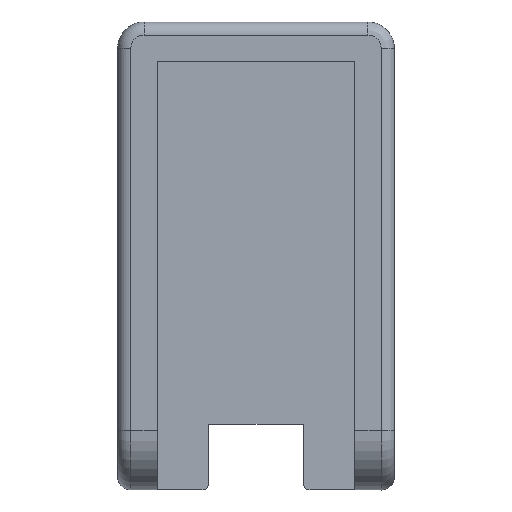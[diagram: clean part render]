
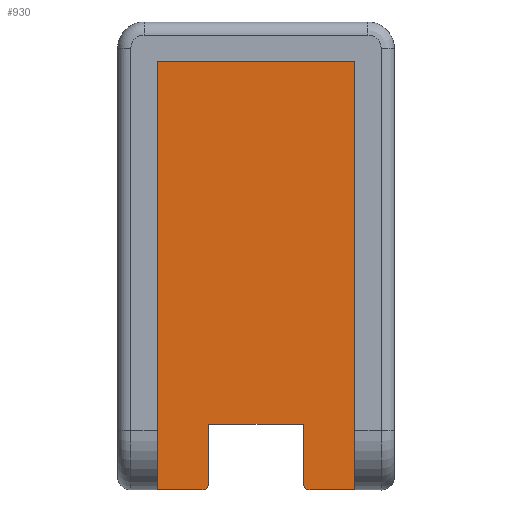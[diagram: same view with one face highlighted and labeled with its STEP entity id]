
A CAD part, top view. The second image highlights one B-rep face of the part: STEP entity #930.
In plain terms, the highlighted planar face has unit normal (0, 0, 1).
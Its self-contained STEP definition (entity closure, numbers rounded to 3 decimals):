
#52=CIRCLE('',#976,0.5);
#55=CIRCLE('',#983,0.5);
#117=FACE_OUTER_BOUND('',#171,.T.);
#171=EDGE_LOOP('',(#798,#799,#800,#801,#802,#803,#804,#805,#806,#807));
#222=LINE('',#1477,#321);
#224=LINE('',#1480,#323);
#227=LINE('',#1485,#326);
#228=LINE('',#1487,#327);
#230=LINE('',#1491,#329);
#256=LINE('',#1545,#355);
#270=LINE('',#1626,#369);
#273=LINE('',#1631,#372);
#321=VECTOR('',#1147,10.);
#323=VECTOR('',#1151,10.);
#326=VECTOR('',#1156,10.);
#327=VECTOR('',#1159,10.);
#329=VECTOR('',#1163,10.);
#355=VECTOR('',#1211,10.);
#369=VECTOR('',#1267,10.);
#372=VECTOR('',#1274,10.);
#416=VERTEX_POINT('',#1444);
#417=VERTEX_POINT('',#1446);
#422=VERTEX_POINT('',#1465);
#423=VERTEX_POINT('',#1467);
#424=VERTEX_POINT('',#1474);
#425=VERTEX_POINT('',#1476);
#426=VERTEX_POINT('',#1483);
#427=VERTEX_POINT('',#1490);
#443=VERTEX_POINT('',#1543);
#444=VERTEX_POINT('',#1544);
#504=EDGE_CURVE('',#417,#416,#52,.T.);
#515=EDGE_CURVE('',#423,#422,#55,.T.);
#520=EDGE_CURVE('',#425,#424,#222,.T.);
#522=EDGE_CURVE('',#417,#424,#224,.T.);
#525=EDGE_CURVE('',#426,#416,#227,.T.);
#526=EDGE_CURVE('',#425,#422,#228,.T.);
#528=EDGE_CURVE('',#423,#427,#230,.T.);
#554=EDGE_CURVE('',#443,#444,#256,.T.);
#580=EDGE_CURVE('',#426,#443,#270,.T.);
#583=EDGE_CURVE('',#444,#427,#273,.T.);
#798=ORIENTED_EDGE('',*,*,#580,.T.);
#799=ORIENTED_EDGE('',*,*,#554,.T.);
#800=ORIENTED_EDGE('',*,*,#583,.T.);
#801=ORIENTED_EDGE('',*,*,#528,.F.);
#802=ORIENTED_EDGE('',*,*,#515,.T.);
#803=ORIENTED_EDGE('',*,*,#526,.F.);
#804=ORIENTED_EDGE('',*,*,#520,.T.);
#805=ORIENTED_EDGE('',*,*,#522,.F.);
#806=ORIENTED_EDGE('',*,*,#504,.T.);
#807=ORIENTED_EDGE('',*,*,#525,.F.);
#877=PLANE('',#1023);
#930=ADVANCED_FACE('',(#117),#877,.T.);
#976=AXIS2_PLACEMENT_3D('',#1447,#1115,#1116);
#983=AXIS2_PLACEMENT_3D('',#1468,#1137,#1138);
#1023=AXIS2_PLACEMENT_3D('',#1630,#1272,#1273);
#1115=DIRECTION('center_axis',(0.,0.,1.));
#1116=DIRECTION('ref_axis',(0.,-1.,0.));
#1137=DIRECTION('center_axis',(0.,0.,1.));
#1138=DIRECTION('ref_axis',(0.,-1.,0.));
#1147=DIRECTION('',(1.,0.,0.));
#1151=DIRECTION('',(0.,1.,0.));
#1156=DIRECTION('',(-1.,0.,0.));
#1159=DIRECTION('',(0.,-1.,0.));
#1163=DIRECTION('',(-1.,0.,0.));
#1211=DIRECTION('',(-1.,0.,0.));
#1267=DIRECTION('',(0.,1.,0.));
#1272=DIRECTION('center_axis',(0.,0.,1.));
#1273=DIRECTION('ref_axis',(1.,0.,0.));
#1274=DIRECTION('',(0.,-1.,0.));
#1444=CARTESIAN_POINT('',(-113.43,75.,-57.77));
#1446=CARTESIAN_POINT('',(-113.93,75.5,-57.77));
#1447=CARTESIAN_POINT('Origin',(-113.43,75.5,-57.77));
#1465=CARTESIAN_POINT('',(-121.13,75.5,-57.77));
#1467=CARTESIAN_POINT('',(-121.63,75.,-57.77));
#1468=CARTESIAN_POINT('Origin',(-121.63,75.5,-57.77));
#1474=CARTESIAN_POINT('',(-113.93,80.,-57.77));
#1476=CARTESIAN_POINT('',(-121.13,80.,-57.77));
#1477=CARTESIAN_POINT('',(-117.53,80.,-57.77));
#1480=CARTESIAN_POINT('',(-113.93,77.698,-57.77));
#1483=CARTESIAN_POINT('',(-110.03,75.,-57.77));
#1485=CARTESIAN_POINT('',(-114.013,75.,-57.77));
#1487=CARTESIAN_POINT('',(-121.13,77.698,-57.77));
#1490=CARTESIAN_POINT('',(-125.03,75.,-57.77));
#1491=CARTESIAN_POINT('',(-121.046,75.,-57.77));
#1543=CARTESIAN_POINT('',(-110.03,107.5,-57.77));
#1544=CARTESIAN_POINT('',(-125.03,107.5,-57.77));
#1545=CARTESIAN_POINT('',(-117.53,107.5,-57.77));
#1626=CARTESIAN_POINT('',(-110.03,77.959,-57.77));
#1630=CARTESIAN_POINT('Origin',(-117.53,82.646,-57.77));
#1631=CARTESIAN_POINT('',(-125.03,82.959,-57.77));
